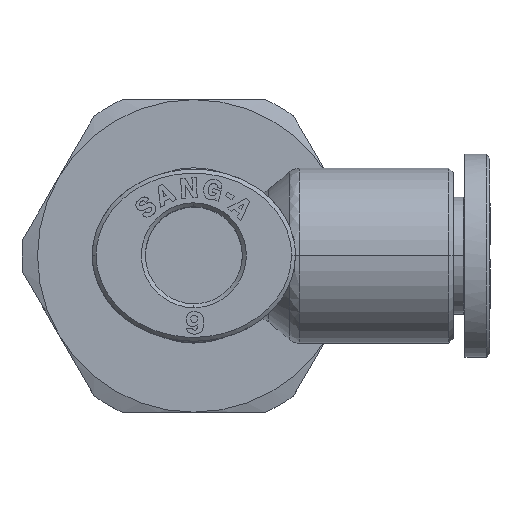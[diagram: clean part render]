
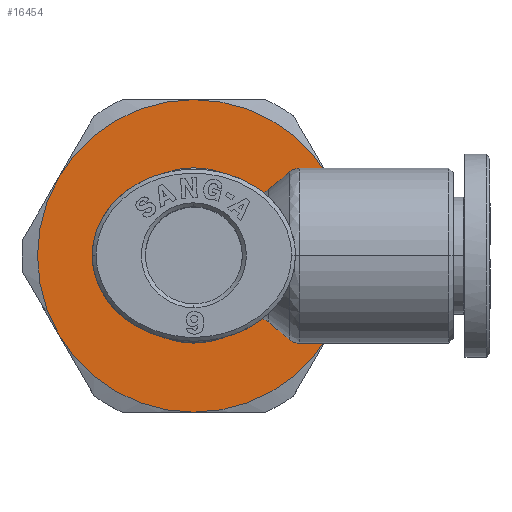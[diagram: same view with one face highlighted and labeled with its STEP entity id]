
A CAD part, top view. The second image highlights one B-rep face of the part: STEP entity #16454.
In plain terms, the highlighted planar face has unit normal (0, 0, 1).
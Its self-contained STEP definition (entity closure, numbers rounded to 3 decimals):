
#65 = CARTESIAN_POINT ( 'NONE',  ( -5.5, 0., -5.9 ) ) ;
#207 = DIRECTION ( 'NONE',  ( 0., 0., -1. ) ) ;
#255 = EDGE_CURVE ( 'NONE', #14404, #13504, #4836, .T. ) ;
#417 = EDGE_CURVE ( 'NONE', #19070, #9112, #12575, .T. ) ;
#478 = ORIENTED_EDGE ( 'NONE', *, *, #19751, .F. ) ;
#827 = CARTESIAN_POINT ( 'NONE',  ( 3.16, 5., -5.9 ) ) ;
#1150 = DIRECTION ( 'NONE',  ( 0., 0., -1. ) ) ;
#1416 = AXIS2_PLACEMENT_3D ( 'NONE', #8467, #5328, #11390 ) ;
#1442 = EDGE_LOOP ( 'NONE', ( #478, #9946, #15254, #4950, #7888, #12603 ) ) ;
#1659 = FACE_OUTER_BOUND ( 'NONE', #1442, .T. ) ;
#1735 = CARTESIAN_POINT ( 'NONE',  ( -5.5, 0., -5.9 ) ) ;
#1882 = PLANE ( 'NONE',  #4112 ) ;
#3061 = CARTESIAN_POINT ( 'NONE',  ( -5.5, -10., -5.9 ) ) ;
#3117 = DIRECTION ( 'NONE',  ( 0., 1., 0. ) ) ;
#3562 = VERTEX_POINT ( 'NONE', #7994 ) ;
#3855 = CIRCLE ( 'NONE', #10567, 4.501 ) ;
#4112 = AXIS2_PLACEMENT_3D ( 'NONE', #15660, #9446, #12454 ) ;
#4836 = CIRCLE ( 'NONE', #10219, 10. ) ;
#4950 = ORIENTED_EDGE ( 'NONE', *, *, #16845, .F. ) ;
#5245 = CIRCLE ( 'NONE', #15361, 10. ) ;
#5328 = DIRECTION ( 'NONE',  ( 0., 0., -1. ) ) ;
#5634 = CIRCLE ( 'NONE', #8677, 4.501 ) ;
#6059 = ORIENTED_EDGE ( 'NONE', *, *, #14148, .F. ) ;
#6106 = CARTESIAN_POINT ( 'NONE',  ( -14.16, 5., -5.9 ) ) ;
#6972 = DIRECTION ( 'NONE',  ( 0., 1., 0. ) ) ;
#7153 = CARTESIAN_POINT ( 'NONE',  ( -5.5, 0., -5.9 ) ) ;
#7567 = DIRECTION ( 'NONE',  ( 0., 1., 0. ) ) ;
#7619 = DIRECTION ( 'NONE',  ( 0., 0., 1. ) ) ;
#7738 = AXIS2_PLACEMENT_3D ( 'NONE', #65, #207, #17053 ) ;
#7888 = ORIENTED_EDGE ( 'NONE', *, *, #16232, .F. ) ;
#7994 = CARTESIAN_POINT ( 'NONE',  ( -5.5, 4.501, -5.9 ) ) ;
#8467 = CARTESIAN_POINT ( 'NONE',  ( -5.5, 0., -5.9 ) ) ;
#8677 = AXIS2_PLACEMENT_3D ( 'NONE', #7153, #8733, #6972 ) ;
#8733 = DIRECTION ( 'NONE',  ( 0., 0., 1. ) ) ;
#9057 = CARTESIAN_POINT ( 'NONE',  ( -5.5, 10., -5.9 ) ) ;
#9112 = VERTEX_POINT ( 'NONE', #9057 ) ;
#9117 = DIRECTION ( 'NONE',  ( 0., 1., 0. ) ) ;
#9371 = CIRCLE ( 'NONE', #12776, 10. ) ;
#9446 = DIRECTION ( 'NONE',  ( 0., 0., -1. ) ) ;
#9748 = FACE_BOUND ( 'NONE', #13896, .T. ) ;
#9857 = EDGE_CURVE ( 'NONE', #13504, #10415, #15248, .T. ) ;
#9946 = ORIENTED_EDGE ( 'NONE', *, *, #9857, .F. ) ;
#10219 = AXIS2_PLACEMENT_3D ( 'NONE', #1735, #15389, #3117 ) ;
#10379 = DIRECTION ( 'NONE',  ( 0., 0., -1. ) ) ;
#10415 = VERTEX_POINT ( 'NONE', #10763 ) ;
#10567 = AXIS2_PLACEMENT_3D ( 'NONE', #18402, #7619, #9117 ) ;
#10763 = CARTESIAN_POINT ( 'NONE',  ( -14.16, -5., -5.9 ) ) ;
#11191 = DIRECTION ( 'NONE',  ( 0., 0., -1. ) ) ;
#11390 = DIRECTION ( 'NONE',  ( 0., 1., 0. ) ) ;
#11403 = CARTESIAN_POINT ( 'NONE',  ( 3.16, -5., -5.9 ) ) ;
#12163 = DIRECTION ( 'NONE',  ( 0., 1., 0. ) ) ;
#12454 = DIRECTION ( 'NONE',  ( -1., 0., 0. ) ) ;
#12575 = CIRCLE ( 'NONE', #1416, 10. ) ;
#12603 = ORIENTED_EDGE ( 'NONE', *, *, #417, .F. ) ;
#12776 = AXIS2_PLACEMENT_3D ( 'NONE', #15722, #11191, #17263 ) ;
#13064 = VERTEX_POINT ( 'NONE', #827 ) ;
#13504 = VERTEX_POINT ( 'NONE', #3061 ) ;
#13896 = EDGE_LOOP ( 'NONE', ( #17921, #6059 ) ) ;
#13961 = AXIS2_PLACEMENT_3D ( 'NONE', #19549, #10379, #12163 ) ;
#14148 = EDGE_CURVE ( 'NONE', #15524, #3562, #3855, .T. ) ;
#14404 = VERTEX_POINT ( 'NONE', #11403 ) ;
#15248 = CIRCLE ( 'NONE', #7738, 10. ) ;
#15254 = ORIENTED_EDGE ( 'NONE', *, *, #255, .F. ) ;
#15361 = AXIS2_PLACEMENT_3D ( 'NONE', #17942, #1150, #7567 ) ;
#15389 = DIRECTION ( 'NONE',  ( 0., 0., -1. ) ) ;
#15524 = VERTEX_POINT ( 'NONE', #16095 ) ;
#15660 = CARTESIAN_POINT ( 'NONE',  ( -5.5, 0., -5.9 ) ) ;
#15722 = CARTESIAN_POINT ( 'NONE',  ( -5.5, 0., -5.9 ) ) ;
#16095 = CARTESIAN_POINT ( 'NONE',  ( -5.5, -4.501, -5.9 ) ) ;
#16232 = EDGE_CURVE ( 'NONE', #9112, #13064, #5245, .T. ) ;
#16454 = ADVANCED_FACE ( 'NONE', ( #9748, #1659 ), #1882, .F. ) ;
#16845 = EDGE_CURVE ( 'NONE', #13064, #14404, #17131, .T. ) ;
#17053 = DIRECTION ( 'NONE',  ( 0., 1., 0. ) ) ;
#17131 = CIRCLE ( 'NONE', #13961, 10. ) ;
#17263 = DIRECTION ( 'NONE',  ( 0., 1., 0. ) ) ;
#17921 = ORIENTED_EDGE ( 'NONE', *, *, #18306, .F. ) ;
#17942 = CARTESIAN_POINT ( 'NONE',  ( -5.5, 0., -5.9 ) ) ;
#18306 = EDGE_CURVE ( 'NONE', #3562, #15524, #5634, .T. ) ;
#18402 = CARTESIAN_POINT ( 'NONE',  ( -5.5, 0., -5.9 ) ) ;
#19070 = VERTEX_POINT ( 'NONE', #6106 ) ;
#19549 = CARTESIAN_POINT ( 'NONE',  ( -5.5, 0., -5.9 ) ) ;
#19751 = EDGE_CURVE ( 'NONE', #10415, #19070, #9371, .T. ) ;
